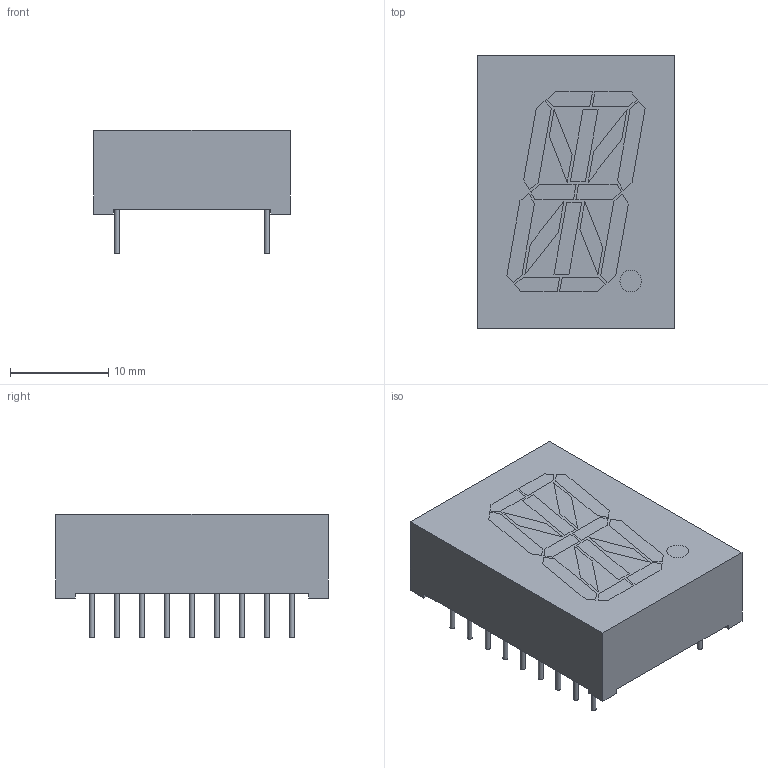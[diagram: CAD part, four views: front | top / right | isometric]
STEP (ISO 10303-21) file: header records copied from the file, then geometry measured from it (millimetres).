
FILE_DESCRIPTION(('FreeCAD Model'),'2;1');
FILE_NAME('Open CASCADE Shape Model','2024-04-18T19:00:04',(''),(''), 'Open CASCADE STEP processor 7.6','FreeCAD','Unknown');
FILE_SCHEMA(('AUTOMOTIVE_DESIGN { 1 0 10303 214 1 1 1 1 }'));
Length unit declared in the file: millimetre
Products named in the file (5): PSA08_11SRWA_1; Pin; Body; Digit; Pkg
Assembly tree (21 placements, depth 3):
  PSA08_11SRWA_1
    Pin
      Body  x18
    Digit
    Pkg
Bounding box: 20 x 27.7 x 12.5 mm (x, y, z)
Volume: 4204.7 mm3; surface area: 5463.8 mm2
Topology: 20 solids, 20 shells, 267 faces, 624 edges, 416 vertices
Faces by surface type: plane 247, cylinder 20
Full cylindrical faces by diameter (mm): 0.5 x18, 2.2 x2
Entity records: 6885 total; most frequent: CARTESIAN_POINT 1193, ORIENTED_EDGE 1146, DIRECTION 1055, EDGE_CURVE 573, LINE 567, VECTOR 567, VERTEX_POINT 382, FACE_BOUND 267
